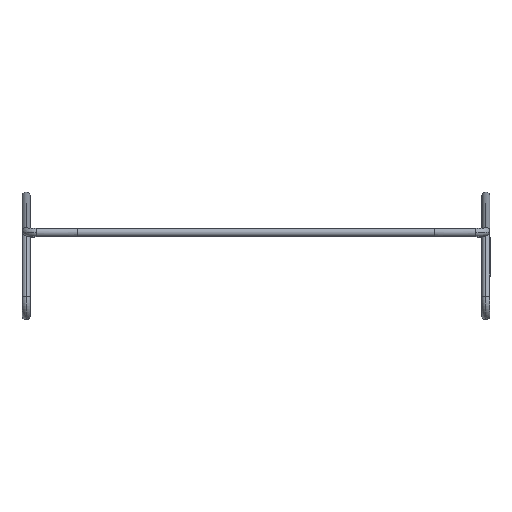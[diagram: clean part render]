
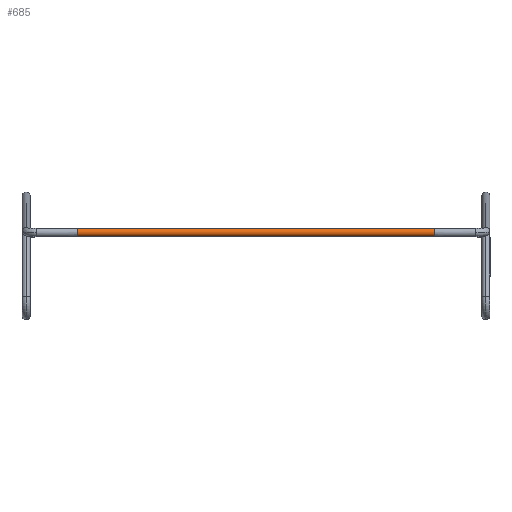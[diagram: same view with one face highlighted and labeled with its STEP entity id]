
A CAD part, front view. The second image highlights one B-rep face of the part: STEP entity #685.
In plain terms, the highlighted cylindrical face has radius 0.4 mm (diameter 0.8 mm), a partial arc.
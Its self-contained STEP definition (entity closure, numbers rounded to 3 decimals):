
#15 = DIRECTION ( 'NONE',  ( 0., -0.375, 0.927 ) ) ;
#31 = CIRCLE ( 'NONE', #584, 0.4 ) ;
#32 = DIRECTION ( 'NONE',  ( 0., -0.375, 0.927 ) ) ;
#42 = DIRECTION ( 'NONE',  ( 0., 0., 1. ) ) ;
#99 = ORIENTED_EDGE ( 'NONE', *, *, #576, .T. ) ;
#111 = CIRCLE ( 'NONE', #406, 0.4 ) ;
#123 = ORIENTED_EDGE ( 'NONE', *, *, #491, .T. ) ;
#135 = VERTEX_POINT ( 'NONE', #1043 ) ;
#152 = EDGE_CURVE ( 'NONE', #506, #1071, #111, .T. ) ;
#225 = EDGE_LOOP ( 'NONE', ( #478, #878, #629, #934, #123, #99 ) ) ;
#233 = CARTESIAN_POINT ( 'NONE',  ( -20.85, -0.381, -0.12 ) ) ;
#244 = AXIS2_PLACEMENT_3D ( 'NONE', #1065, #380, #974 ) ;
#262 = AXIS2_PLACEMENT_3D ( 'NONE', #464, #1055, #42 ) ;
#285 = CARTESIAN_POINT ( 'NONE',  ( 0., 0., 0.4 ) ) ;
#312 = CARTESIAN_POINT ( 'NONE',  ( 20.85, -0.381, -0.12 ) ) ;
#365 = AXIS2_PLACEMENT_3D ( 'NONE', #890, #881, #32 ) ;
#380 = DIRECTION ( 'NONE',  ( 1., 0., 0. ) ) ;
#406 = AXIS2_PLACEMENT_3D ( 'NONE', #441, #693, #15 ) ;
#441 = CARTESIAN_POINT ( 'NONE',  ( 20.85, 0., 0. ) ) ;
#464 = CARTESIAN_POINT ( 'NONE',  ( 0., 0., 0. ) ) ;
#478 = ORIENTED_EDGE ( 'NONE', *, *, #628, .F. ) ;
#491 = EDGE_CURVE ( 'NONE', #1034, #839, #31, .T. ) ;
#506 = VERTEX_POINT ( 'NONE', #619 ) ;
#576 = EDGE_CURVE ( 'NONE', #839, #135, #944, .T. ) ;
#584 = AXIS2_PLACEMENT_3D ( 'NONE', #954, #695, #1054 ) ;
#619 = CARTESIAN_POINT ( 'NONE',  ( 20.85, 0., -0.4 ) ) ;
#628 = EDGE_CURVE ( 'NONE', #506, #135, #902, .T. ) ;
#629 = ORIENTED_EDGE ( 'NONE', *, *, #1014, .T. ) ;
#646 = LINE ( 'NONE', #285, #1097 ) ;
#685 = ADVANCED_FACE ( 'NONE', ( #874 ), #1084, .T. ) ;
#693 = DIRECTION ( 'NONE',  ( -1., 0., 0. ) ) ;
#695 = DIRECTION ( 'NONE',  ( 1., 0., 0. ) ) ;
#802 = DIRECTION ( 'NONE',  ( -1., 0., 0. ) ) ;
#839 = VERTEX_POINT ( 'NONE', #233 ) ;
#853 = CIRCLE ( 'NONE', #365, 0.4 ) ;
#874 = FACE_OUTER_BOUND ( 'NONE', #225, .T. ) ;
#878 = ORIENTED_EDGE ( 'NONE', *, *, #152, .T. ) ;
#881 = DIRECTION ( 'NONE',  ( -1., 0., 0. ) ) ;
#885 = CARTESIAN_POINT ( 'NONE',  ( 0., 0., -0.4 ) ) ;
#889 = DIRECTION ( 'NONE',  ( -1., 0., 0. ) ) ;
#890 = CARTESIAN_POINT ( 'NONE',  ( 20.85, 0., 0. ) ) ;
#902 = LINE ( 'NONE', #885, #1108 ) ;
#934 = ORIENTED_EDGE ( 'NONE', *, *, #970, .T. ) ;
#944 = CIRCLE ( 'NONE', #244, 0.4 ) ;
#954 = CARTESIAN_POINT ( 'NONE',  ( -20.85, 0., 0. ) ) ;
#970 = EDGE_CURVE ( 'NONE', #984, #1034, #646, .T. ) ;
#974 = DIRECTION ( 'NONE',  ( 0., -0.375, 0.927 ) ) ;
#982 = CARTESIAN_POINT ( 'NONE',  ( 20.85, 0., 0.4 ) ) ;
#984 = VERTEX_POINT ( 'NONE', #982 ) ;
#1014 = EDGE_CURVE ( 'NONE', #1071, #984, #853, .T. ) ;
#1034 = VERTEX_POINT ( 'NONE', #1068 ) ;
#1043 = CARTESIAN_POINT ( 'NONE',  ( -20.85, 0., -0.4 ) ) ;
#1054 = DIRECTION ( 'NONE',  ( 0., -0.375, 0.927 ) ) ;
#1055 = DIRECTION ( 'NONE',  ( -1., 0., 0. ) ) ;
#1065 = CARTESIAN_POINT ( 'NONE',  ( -20.85, 0., 0. ) ) ;
#1068 = CARTESIAN_POINT ( 'NONE',  ( -20.85, 0., 0.4 ) ) ;
#1071 = VERTEX_POINT ( 'NONE', #312 ) ;
#1084 = CYLINDRICAL_SURFACE ( 'NONE', #262, 0.4 ) ;
#1097 = VECTOR ( 'NONE', #802, 1000. ) ;
#1108 = VECTOR ( 'NONE', #889, 1000. ) ;
